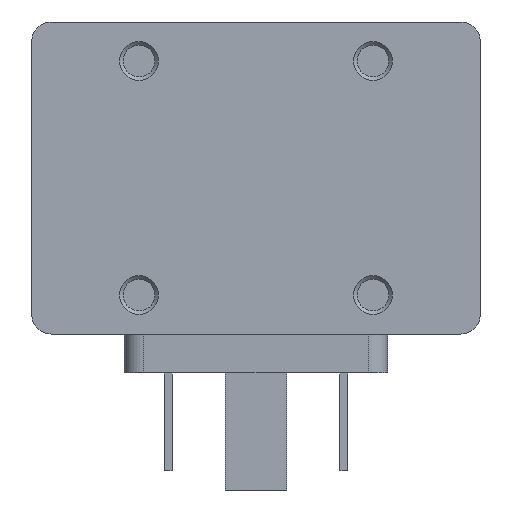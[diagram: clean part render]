
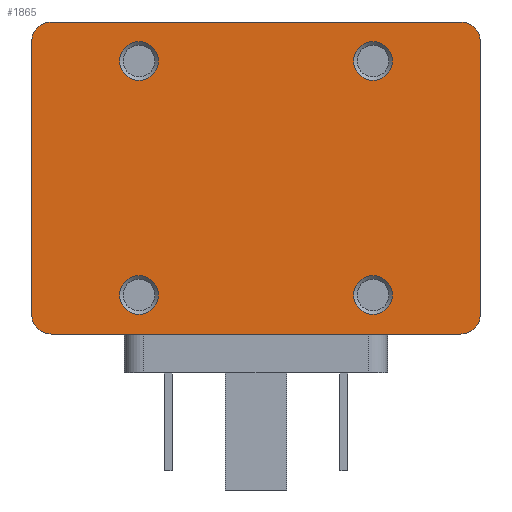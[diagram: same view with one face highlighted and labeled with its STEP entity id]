
A CAD part, front view. The second image highlights one B-rep face of the part: STEP entity #1865.
In plain terms, the highlighted planar face has unit normal (0, -1, 0).
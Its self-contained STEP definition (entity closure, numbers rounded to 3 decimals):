
#90=CIRCLE('',#2013,2.);
#91=CIRCLE('',#2014,2.);
#92=CIRCLE('',#2015,2.);
#93=CIRCLE('',#2016,2.);
#94=CIRCLE('',#2017,2.);
#95=CIRCLE('',#2018,2.);
#96=CIRCLE('',#2019,2.);
#97=CIRCLE('',#2020,2.);
#274=ORIENTED_EDGE('',*,*,#764,.F.);
#275=ORIENTED_EDGE('',*,*,#765,.F.);
#276=ORIENTED_EDGE('',*,*,#766,.F.);
#277=ORIENTED_EDGE('',*,*,#767,.F.);
#278=ORIENTED_EDGE('',*,*,#768,.F.);
#279=ORIENTED_EDGE('',*,*,#684,.F.);
#280=ORIENTED_EDGE('',*,*,#769,.F.);
#281=ORIENTED_EDGE('',*,*,#761,.F.);
#282=ORIENTED_EDGE('',*,*,#770,.F.);
#283=ORIENTED_EDGE('',*,*,#733,.F.);
#284=ORIENTED_EDGE('',*,*,#771,.F.);
#285=ORIENTED_EDGE('',*,*,#757,.F.);
#684=EDGE_CURVE('',#938,#939,#1121,.T.);
#733=EDGE_CURVE('',#978,#979,#1153,.T.);
#757=EDGE_CURVE('',#997,#999,#1174,.T.);
#761=EDGE_CURVE('',#1002,#1003,#1177,.T.);
#764=EDGE_CURVE('',#1004,#1004,#90,.T.);
#765=EDGE_CURVE('',#1005,#1005,#91,.T.);
#766=EDGE_CURVE('',#1006,#1006,#92,.T.);
#767=EDGE_CURVE('',#1007,#1007,#93,.T.);
#768=EDGE_CURVE('',#939,#997,#94,.T.);
#769=EDGE_CURVE('',#1003,#938,#95,.T.);
#770=EDGE_CURVE('',#979,#1002,#96,.T.);
#771=EDGE_CURVE('',#999,#978,#97,.T.);
#938=VERTEX_POINT('',#2811);
#939=VERTEX_POINT('',#2813);
#978=VERTEX_POINT('',#2907);
#979=VERTEX_POINT('',#2909);
#997=VERTEX_POINT('',#2953);
#999=VERTEX_POINT('',#2956);
#1002=VERTEX_POINT('',#2964);
#1003=VERTEX_POINT('',#2965);
#1004=VERTEX_POINT('',#2970);
#1005=VERTEX_POINT('',#2972);
#1006=VERTEX_POINT('',#2974);
#1007=VERTEX_POINT('',#2976);
#1121=LINE('',#2812,#1294);
#1153=LINE('',#2908,#1326);
#1174=LINE('',#2955,#1347);
#1177=LINE('',#2963,#1350);
#1294=VECTOR('',#2214,1000.);
#1326=VECTOR('',#2294,1000.);
#1347=VECTOR('',#2327,1000.);
#1350=VECTOR('',#2334,1000.);
#1462=EDGE_LOOP('',(#274));
#1463=EDGE_LOOP('',(#275));
#1464=EDGE_LOOP('',(#276));
#1465=EDGE_LOOP('',(#277));
#1466=EDGE_LOOP('',(#278,#279,#280,#281,#282,#283,#284,#285));
#1629=FACE_BOUND('',#1462,.T.);
#1630=FACE_BOUND('',#1463,.T.);
#1631=FACE_BOUND('',#1464,.T.);
#1632=FACE_BOUND('',#1465,.T.);
#1633=FACE_BOUND('',#1466,.T.);
#1787=PLANE('',#2012);
#1865=ADVANCED_FACE('',(#1629,#1630,#1631,#1632,#1633),#1787,.F.);
#2012=AXIS2_PLACEMENT_3D('',#2968,#2337,#2338);
#2013=AXIS2_PLACEMENT_3D('',#2969,#2339,#2340);
#2014=AXIS2_PLACEMENT_3D('',#2971,#2341,#2342);
#2015=AXIS2_PLACEMENT_3D('',#2973,#2343,#2344);
#2016=AXIS2_PLACEMENT_3D('',#2975,#2345,#2346);
#2017=AXIS2_PLACEMENT_3D('',#2977,#2347,#2348);
#2018=AXIS2_PLACEMENT_3D('',#2978,#2349,#2350);
#2019=AXIS2_PLACEMENT_3D('',#2979,#2351,#2352);
#2020=AXIS2_PLACEMENT_3D('',#2980,#2353,#2354);
#2214=DIRECTION('',(-1.,0.,0.));
#2294=DIRECTION('',(1.,0.,0.));
#2327=DIRECTION('',(0.,0.,1.));
#2334=DIRECTION('',(0.,0.,-1.));
#2337=DIRECTION('',(0.,1.,0.));
#2338=DIRECTION('',(0.,0.,1.));
#2339=DIRECTION('',(0.,-1.,0.));
#2340=DIRECTION('',(0.,0.,-1.));
#2341=DIRECTION('',(0.,-1.,0.));
#2342=DIRECTION('',(0.,0.,-1.));
#2343=DIRECTION('',(0.,-1.,0.));
#2344=DIRECTION('',(0.,0.,-1.));
#2345=DIRECTION('',(0.,-1.,0.));
#2346=DIRECTION('',(0.,0.,-1.));
#2347=DIRECTION('',(0.,1.,0.));
#2348=DIRECTION('',(1.,0.,0.));
#2349=DIRECTION('',(0.,1.,0.));
#2350=DIRECTION('',(1.,0.,0.));
#2351=DIRECTION('',(0.,1.,0.));
#2352=DIRECTION('',(1.,0.,0.));
#2353=DIRECTION('',(0.,1.,0.));
#2354=DIRECTION('',(1.,0.,0.));
#2811=CARTESIAN_POINT('',(21.,-22.5,-16.));
#2812=CARTESIAN_POINT('',(23.,-22.5,-16.));
#2813=CARTESIAN_POINT('',(-21.,-22.5,-16.));
#2907=CARTESIAN_POINT('',(-21.,-22.5,16.));
#2908=CARTESIAN_POINT('',(-23.,-22.5,16.));
#2909=CARTESIAN_POINT('',(21.,-22.5,16.));
#2953=CARTESIAN_POINT('',(-23.,-22.5,-14.));
#2955=CARTESIAN_POINT('',(-23.,-22.5,-16.));
#2956=CARTESIAN_POINT('',(-23.,-22.5,14.));
#2963=CARTESIAN_POINT('',(23.,-22.5,16.));
#2964=CARTESIAN_POINT('',(23.,-22.5,14.));
#2965=CARTESIAN_POINT('',(23.,-22.5,-14.));
#2968=CARTESIAN_POINT('',(0.,-22.5,0.));
#2969=CARTESIAN_POINT('',(12.,-22.5,12.));
#2970=CARTESIAN_POINT('',(12.,-22.5,10.));
#2971=CARTESIAN_POINT('',(-12.,-22.5,12.));
#2972=CARTESIAN_POINT('',(-12.,-22.5,10.));
#2973=CARTESIAN_POINT('',(-12.,-22.5,-12.));
#2974=CARTESIAN_POINT('',(-12.,-22.5,-14.));
#2975=CARTESIAN_POINT('',(12.,-22.5,-12.));
#2976=CARTESIAN_POINT('',(12.,-22.5,-14.));
#2977=CARTESIAN_POINT('',(-21.,-22.5,-14.));
#2978=CARTESIAN_POINT('',(21.,-22.5,-14.));
#2979=CARTESIAN_POINT('',(21.,-22.5,14.));
#2980=CARTESIAN_POINT('',(-21.,-22.5,14.));
